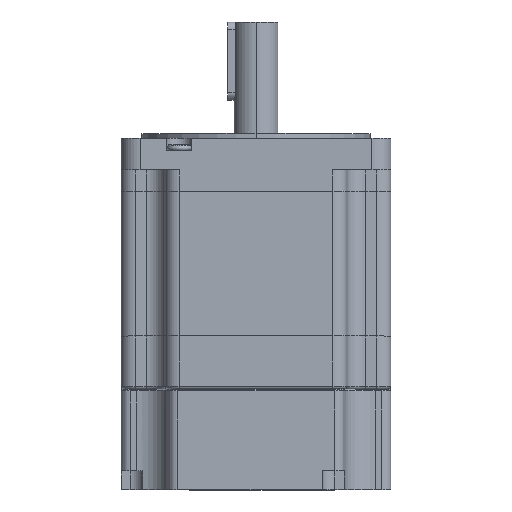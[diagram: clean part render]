
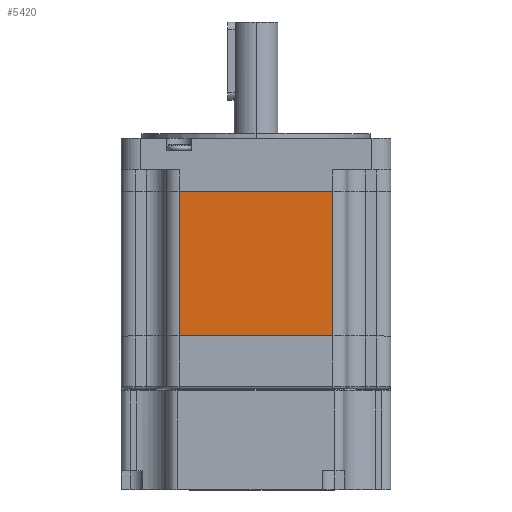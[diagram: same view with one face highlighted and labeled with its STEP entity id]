
A CAD part, top view. The second image highlights one B-rep face of the part: STEP entity #5420.
In plain terms, the highlighted planar face has unit normal (0, 0, 1).
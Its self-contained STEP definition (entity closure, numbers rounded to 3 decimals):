
#293 = DIRECTION ( 'NONE',  ( 0., 0., -1. ) ) ;
#643 = VECTOR ( 'NONE', #6384, 1000. ) ;
#1210 = ORIENTED_EDGE ( 'NONE', *, *, #9773, .T. ) ;
#1576 = VERTEX_POINT ( 'NONE', #2952 ) ;
#1581 = LINE ( 'NONE', #2188, #7695 ) ;
#1727 = VECTOR ( 'NONE', #5134, 1000. ) ;
#2188 = CARTESIAN_POINT ( 'NONE',  ( 18.5, 46., 0. ) ) ;
#2681 = CARTESIAN_POINT ( 'NONE',  ( 67.5, 46., 0. ) ) ;
#2891 = DIRECTION ( 'NONE',  ( 0., -1., 0. ) ) ;
#2952 = CARTESIAN_POINT ( 'NONE',  ( 18.5, 0., 0. ) ) ;
#3281 = PLANE ( 'NONE',  #8165 ) ;
#3300 = VERTEX_POINT ( 'NONE', #2681 ) ;
#4046 = CARTESIAN_POINT ( 'NONE',  ( 67.5, 46., 0. ) ) ;
#4229 = EDGE_CURVE ( 'NONE', #3300, #7876, #8717, .T. ) ;
#4651 = VECTOR ( 'NONE', #7718, 1000. ) ;
#4856 = ORIENTED_EDGE ( 'NONE', *, *, #8741, .F. ) ;
#4954 = VERTEX_POINT ( 'NONE', #5410 ) ;
#5089 = LINE ( 'NONE', #7969, #1727 ) ;
#5101 = EDGE_CURVE ( 'NONE', #1576, #7876, #5089, .T. ) ;
#5134 = DIRECTION ( 'NONE',  ( 1., 0., 0. ) ) ;
#5410 = CARTESIAN_POINT ( 'NONE',  ( 18.5, 46., 0. ) ) ;
#5420 = ADVANCED_FACE ( 'NONE', ( #7246 ), #3281, .F. ) ;
#5452 = LINE ( 'NONE', #4046, #4651 ) ;
#5676 = ORIENTED_EDGE ( 'NONE', *, *, #5101, .T. ) ;
#6384 = DIRECTION ( 'NONE',  ( 0., -1., 0. ) ) ;
#7093 = CARTESIAN_POINT ( 'NONE',  ( 67.5, 46., 0. ) ) ;
#7243 = CARTESIAN_POINT ( 'NONE',  ( 67.5, 46., 0. ) ) ;
#7246 = FACE_OUTER_BOUND ( 'NONE', #8983, .T. ) ;
#7248 = ORIENTED_EDGE ( 'NONE', *, *, #4229, .F. ) ;
#7695 = VECTOR ( 'NONE', #2891, 1000. ) ;
#7718 = DIRECTION ( 'NONE',  ( 1., 0., 0. ) ) ;
#7876 = VERTEX_POINT ( 'NONE', #9513 ) ;
#7969 = CARTESIAN_POINT ( 'NONE',  ( 67.5, 0., 0. ) ) ;
#8165 = AXIS2_PLACEMENT_3D ( 'NONE', #7093, #293, #9571 ) ;
#8717 = LINE ( 'NONE', #7243, #643 ) ;
#8741 = EDGE_CURVE ( 'NONE', #4954, #3300, #5452, .T. ) ;
#8983 = EDGE_LOOP ( 'NONE', ( #5676, #7248, #4856, #1210 ) ) ;
#9513 = CARTESIAN_POINT ( 'NONE',  ( 67.5, 0., 0. ) ) ;
#9571 = DIRECTION ( 'NONE',  ( 0., -1., 0. ) ) ;
#9773 = EDGE_CURVE ( 'NONE', #4954, #1576, #1581, .T. ) ;
